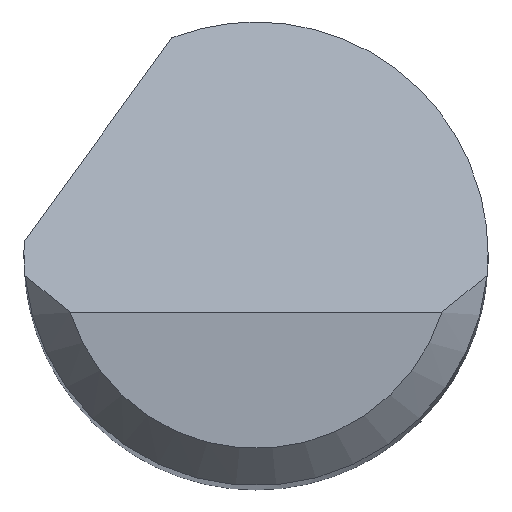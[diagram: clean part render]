
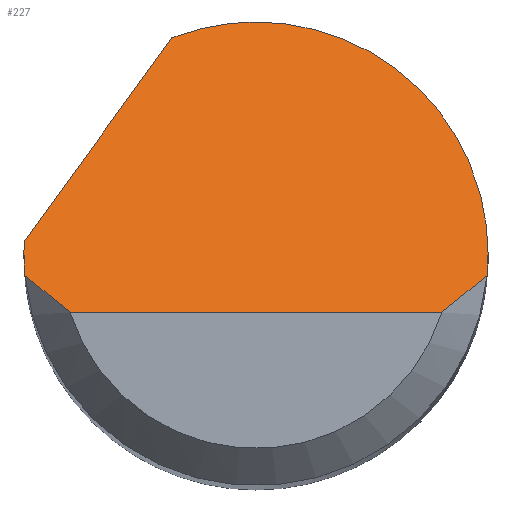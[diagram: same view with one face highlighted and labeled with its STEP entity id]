
A CAD part, top view. The second image highlights one B-rep face of the part: STEP entity #227.
In plain terms, the highlighted planar face has unit normal (0, 0.707, 0.707).
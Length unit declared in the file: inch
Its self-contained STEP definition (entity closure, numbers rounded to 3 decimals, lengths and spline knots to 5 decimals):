
#5 = CARTESIAN_POINT ( 'NONE',  ( -0.08761, -0.01397, 1.99022 ) ) ;
#49 = ORIENTED_EDGE ( 'NONE', *, *, #512, .T. ) ;
#60 = ORIENTED_EDGE ( 'NONE', *, *, #353, .F. ) ;
#65 = AXIS2_PLACEMENT_3D ( 'NONE', #504, #243, #652 ) ;
#94 = CARTESIAN_POINT ( 'NONE',  ( -0.11014, -0.01781, 1.99406 ) ) ;
#96 = CARTESIAN_POINT ( 'NONE',  ( 0.09334, -0.00875, 1.985 ) ) ;
#100 = EDGE_CURVE ( 'NONE', #147, #461, #603, .T. ) ;
#101 =( BOUNDED_CURVE ( )  B_SPLINE_CURVE ( 3, ( #253, #102, #463, #516 ),
 .UNSPECIFIED., .F., .F. ) 
 B_SPLINE_CURVE_WITH_KNOTS ( ( 4, 4 ),
 ( 5.91277, 7.85398 ),
 .UNSPECIFIED. ) 
 CURVE ( )  GEOMETRIC_REPRESENTATION_ITEM ( )  RATIONAL_B_SPLINE_CURVE ( ( 1., 0.71, 0.71, 1. ) ) 
 REPRESENTATION_ITEM ( '' )  );
#102 = CARTESIAN_POINT ( 'NONE',  ( 0.03379, 0.11369, 1.86256 ) ) ;
#121 = VERTEX_POINT ( 'NONE', #180 ) ;
#123 = CARTESIAN_POINT ( 'NONE',  ( -0.07508, -0.02375, 2. ) ) ;
#126 = PLANE ( 'NONE',  #65 ) ;
#131 = FACE_OUTER_BOUND ( 'NONE', #606, .T. ) ;
#141 = EDGE_CURVE ( 'NONE', #490, #241, #193, .T. ) ;
#147 = VERTEX_POINT ( 'NONE', #123 ) ;
#155 = CARTESIAN_POINT ( 'NONE',  ( 0.09375, -0.00292, 1.97917 ) ) ;
#157 = CARTESIAN_POINT ( 'NONE',  ( -0.09334, -0.00875, 1.985 ) ) ;
#166 = DIRECTION ( 'NONE',  ( 1., 0., 0. ) ) ;
#173 = CARTESIAN_POINT ( 'NONE',  ( -0.09375, -0.00292, 1.97917 ) ) ;
#178 = CARTESIAN_POINT ( 'NONE',  ( -0.09361, -0.00584, 1.98209 ) ) ;
#180 = CARTESIAN_POINT ( 'NONE',  ( 0.09375, 0., 1.97625 ) ) ;
#193 =( BOUNDED_CURVE ( )  B_SPLINE_CURVE ( 3, ( #386, #554, #345, #612 ),
 .UNSPECIFIED., .F., .T. ) 
 B_SPLINE_CURVE_WITH_KNOTS ( ( 4, 4 ),
 ( 4.71239, 4.76575 ),
 .UNSPECIFIED. ) 
 CURVE ( )  GEOMETRIC_REPRESENTATION_ITEM ( )  RATIONAL_B_SPLINE_CURVE ( ( 1., 1., 1., 1. ) ) 
 REPRESENTATION_ITEM ( '' )  );
#223 = CARTESIAN_POINT ( 'NONE',  ( 0.07508, -0.02375, 2. ) ) ;
#225 = ORIENTED_EDGE ( 'NONE', *, *, #359, .F. ) ;
#227 = ADVANCED_FACE ( 'NONE', ( #131 ), #126, .F. ) ;
#241 = VERTEX_POINT ( 'NONE', #301 ) ;
#243 = DIRECTION ( 'NONE',  ( 0., -0.707, -0.707 ) ) ;
#253 = CARTESIAN_POINT ( 'NONE',  ( -0.03394, 0.08739, 1.88886 ) ) ;
#256 = EDGE_CURVE ( 'NONE', #461, #418, #484, .T. ) ;
#268 = CARTESIAN_POINT ( 'NONE',  ( 0.09334, -0.00875, 1.985 ) ) ;
#272 = VECTOR ( 'NONE', #166, 39.37008 ) ;
#278 = CARTESIAN_POINT ( 'NONE',  ( -0.09334, -0.00875, 1.985 ) ) ;
#298 = CARTESIAN_POINT ( 'NONE',  ( 0.09375, 0., 1.97625 ) ) ;
#301 = CARTESIAN_POINT ( 'NONE',  ( -0.09362, 0.005, 1.97125 ) ) ;
#304 = LINE ( 'NONE', #94, #347 ) ;
#321 = CARTESIAN_POINT ( 'NONE',  ( -0.08157, -0.019, 1.99525 ) ) ;
#332 = B_SPLINE_CURVE_WITH_KNOTS ( 'NONE', 3,
 ( #481, #5, #321, #538 ),
 .UNSPECIFIED., .F., .F.,
 ( 4, 4 ),
 ( 0., 0.00071 ),
 .UNSPECIFIED. ) ;
#345 = CARTESIAN_POINT ( 'NONE',  ( -0.09371, 0.00333, 1.97292 ) ) ;
#347 = VECTOR ( 'NONE', #619, 39.37008 ) ;
#353 = EDGE_CURVE ( 'NONE', #121, #418, #357, .T. ) ;
#357 =( BOUNDED_CURVE ( )  B_SPLINE_CURVE ( 3, ( #298, #155, #678, #358 ),
 .UNSPECIFIED., .F., .T. ) 
 B_SPLINE_CURVE_WITH_KNOTS ( ( 4, 4 ),
 ( 1.5708, 1.66427 ),
 .UNSPECIFIED. ) 
 CURVE ( )  GEOMETRIC_REPRESENTATION_ITEM ( )  RATIONAL_B_SPLINE_CURVE ( ( 1., 0.999, 0.999, 1. ) ) 
 REPRESENTATION_ITEM ( '' )  );
#358 = CARTESIAN_POINT ( 'NONE',  ( 0.09334, -0.00875, 1.985 ) ) ;
#359 = EDGE_CURVE ( 'NONE', #397, #121, #101, .T. ) ;
#362 = ORIENTED_EDGE ( 'NONE', *, *, #256, .T. ) ;
#386 = CARTESIAN_POINT ( 'NONE',  ( -0.09375, 0., 1.97625 ) ) ;
#397 = VERTEX_POINT ( 'NONE', #488 ) ;
#406 = CARTESIAN_POINT ( 'NONE',  ( 0.08761, -0.01397, 1.99022 ) ) ;
#407 = ORIENTED_EDGE ( 'NONE', *, *, #100, .T. ) ;
#410 = CARTESIAN_POINT ( 'NONE',  ( 0.08157, -0.019, 1.99525 ) ) ;
#418 = VERTEX_POINT ( 'NONE', #268 ) ;
#432 = VERTEX_POINT ( 'NONE', #157 ) ;
#433 =( BOUNDED_CURVE ( )  B_SPLINE_CURVE ( 3, ( #278, #178, #173, #499 ),
 .UNSPECIFIED., .F., .F. ) 
 B_SPLINE_CURVE_WITH_KNOTS ( ( 4, 4 ),
 ( 4.61892, 4.71239 ),
 .UNSPECIFIED. ) 
 CURVE ( )  GEOMETRIC_REPRESENTATION_ITEM ( )  RATIONAL_B_SPLINE_CURVE ( ( 1., 0.999, 0.999, 1. ) ) 
 REPRESENTATION_ITEM ( '' )  );
#434 = CARTESIAN_POINT ( 'NONE',  ( 0., -0.02375, 2. ) ) ;
#441 = ORIENTED_EDGE ( 'NONE', *, *, #649, .F. ) ;
#461 = VERTEX_POINT ( 'NONE', #223 ) ;
#463 = CARTESIAN_POINT ( 'NONE',  ( 0.09375, 0.07266, 1.90359 ) ) ;
#481 = CARTESIAN_POINT ( 'NONE',  ( -0.09334, -0.00875, 1.985 ) ) ;
#484 = B_SPLINE_CURVE_WITH_KNOTS ( 'NONE', 3,
 ( #575, #410, #406, #96 ),
 .UNSPECIFIED., .F., .F.,
 ( 4, 4 ),
 ( 0., 0.00071 ),
 .UNSPECIFIED. ) ;
#488 = CARTESIAN_POINT ( 'NONE',  ( -0.03394, 0.08739, 1.88886 ) ) ;
#490 = VERTEX_POINT ( 'NONE', #586 ) ;
#499 = CARTESIAN_POINT ( 'NONE',  ( -0.09375, 0., 1.97625 ) ) ;
#504 = CARTESIAN_POINT ( 'NONE',  ( -0.09375, -0.02375, 2. ) ) ;
#512 = EDGE_CURVE ( 'NONE', #432, #147, #332, .T. ) ;
#516 = CARTESIAN_POINT ( 'NONE',  ( 0.09375, 0., 1.97625 ) ) ;
#522 = ORIENTED_EDGE ( 'NONE', *, *, #141, .F. ) ;
#538 = CARTESIAN_POINT ( 'NONE',  ( -0.07508, -0.02375, 2. ) ) ;
#554 = CARTESIAN_POINT ( 'NONE',  ( -0.09375, 0.00167, 1.97458 ) ) ;
#575 = CARTESIAN_POINT ( 'NONE',  ( 0.07508, -0.02375, 2. ) ) ;
#586 = CARTESIAN_POINT ( 'NONE',  ( -0.09375, 0., 1.97625 ) ) ;
#600 = EDGE_CURVE ( 'NONE', #432, #490, #433, .T. ) ;
#603 = LINE ( 'NONE', #434, #272 ) ;
#606 = EDGE_LOOP ( 'NONE', ( #407, #362, #60, #225, #441, #522, #656, #49 ) ) ;
#612 = CARTESIAN_POINT ( 'NONE',  ( -0.09362, 0.005, 1.97125 ) ) ;
#619 = DIRECTION ( 'NONE',  ( 0.456, 0.629, -0.629 ) ) ;
#649 = EDGE_CURVE ( 'NONE', #241, #397, #304, .T. ) ;
#652 = DIRECTION ( 'NONE',  ( 0., 0.707, -0.707 ) ) ;
#656 = ORIENTED_EDGE ( 'NONE', *, *, #600, .F. ) ;
#678 = CARTESIAN_POINT ( 'NONE',  ( 0.09361, -0.00584, 1.98209 ) ) ;
